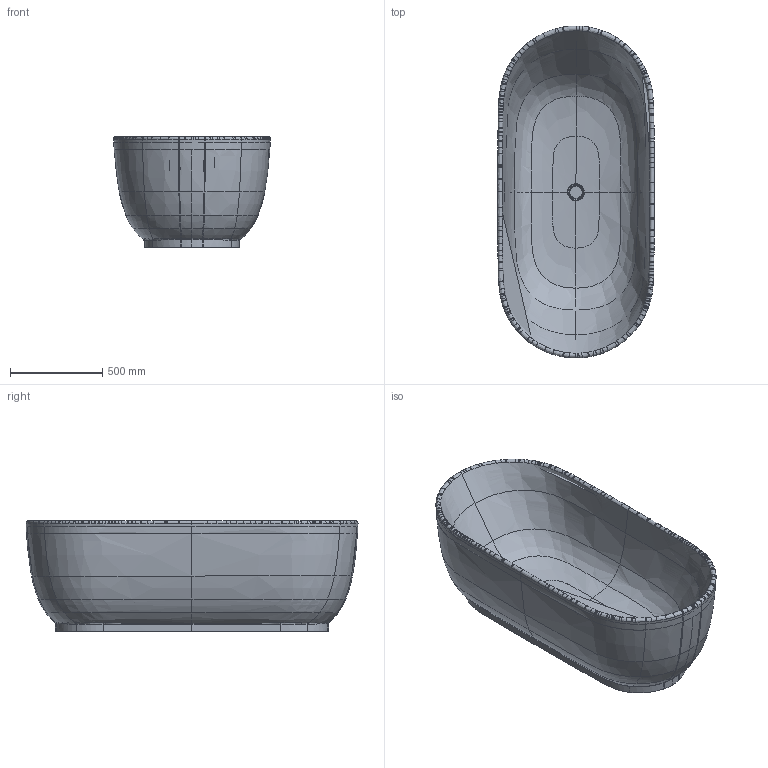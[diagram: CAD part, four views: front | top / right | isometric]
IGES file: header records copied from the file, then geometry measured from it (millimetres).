
Global section: file name: No Iges File Name specified; native system: Autodesk Inventor 2011; preprocessor: AutoDesk Inventor Iges Exporter R2011; author: Administrator; date: 20170622.131151; units: millimetre
Bounding box: 850.29 x 1800.36 x 600.04 mm (x, y, z)
Volume: 61657270.5 mm3; surface area: 10506237.4 mm2
Topology: 15 solids, 15 shells, 1552 faces, 5462 edges, 3962 vertices
Faces by surface type: bspline 1142, plane 187, cylinder 91, revolution 90, torus 18, cone 18, sphere 6
